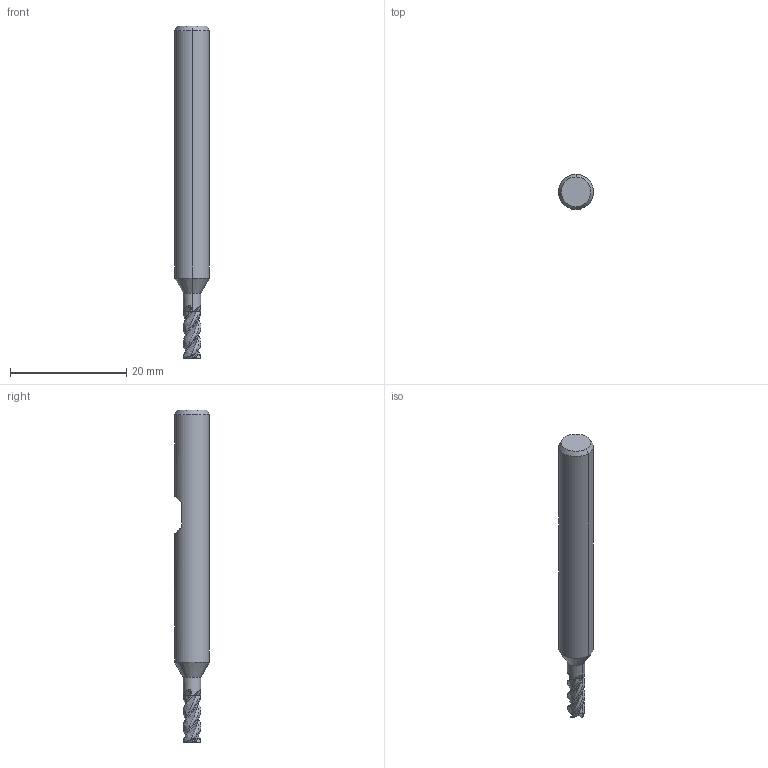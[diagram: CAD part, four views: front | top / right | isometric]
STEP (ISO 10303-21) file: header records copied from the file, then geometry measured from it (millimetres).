
FILE_DESCRIPTION(('no description'),'unknown implementation level');
FILE_NAME('solidEzeKy_UW0uHfgTZJEzxcMydJmMs_1.STP',' ',('CIMSOURCE GmbH'),('CADClick - KiM GmbH - www.kimweb.de'),'unknown preprocess','ACIS','unknown authorization');
FILE_SCHEMA(('automotive_design'));
Length unit declared in the file: millimetre
Products named in the file (2): 1; 2
Bounding box: 6 x 6 x 57 mm (x, y, z)
Volume: 1292.9 mm3; surface area: 1009.6 mm2
Topology: 2 solids, 2 shells, 112 faces, 308 edges, 201 vertices
Faces by surface type: plane 32, bspline 32, cone 20, revolution 16, cylinder 12
Entity records: 15007 total; most frequent: CARTESIAN_POINT 9033, STYLED_ITEM 623, PRESENTATION_STYLE_ASSIGNMENT 623, COLOUR_RGB 623, ORIENTED_EDGE 616, DIRECTION 372, EDGE_CURVE 308, CURVE_STYLE 308
